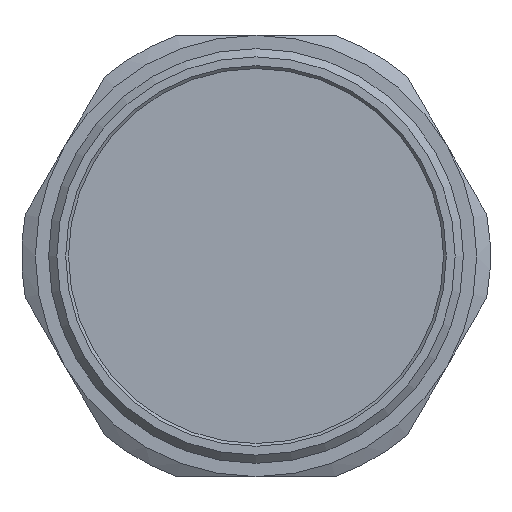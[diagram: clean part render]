
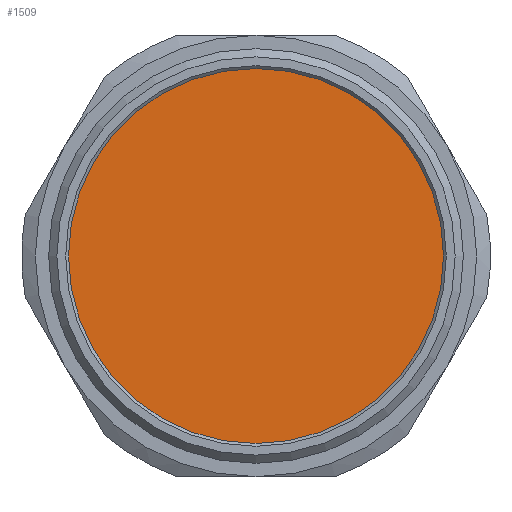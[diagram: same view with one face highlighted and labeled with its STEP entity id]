
A CAD part, front view. The second image highlights one B-rep face of the part: STEP entity #1509.
In plain terms, the highlighted planar face has unit normal (0, -1, 0).
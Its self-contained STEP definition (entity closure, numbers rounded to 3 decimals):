
#357=FACE_OUTER_BOUND('',#455,.T.);
#455=EDGE_LOOP('',(#1030));
#562=CIRCLE('',#1631,34.);
#667=VERTEX_POINT('',#2291);
#805=EDGE_CURVE('',#667,#667,#562,.T.);
#1030=ORIENTED_EDGE('',*,*,#805,.F.);
#1480=PLANE('',#1630);
#1509=ADVANCED_FACE('',(#357),#1480,.T.);
#1630=AXIS2_PLACEMENT_3D('',#2290,#1835,#1836);
#1631=AXIS2_PLACEMENT_3D('',#2292,#1837,#1838);
#1835=DIRECTION('center_axis',(0.,-1.,0.));
#1836=DIRECTION('ref_axis',(0.,0.,-1.));
#1837=DIRECTION('center_axis',(0.,1.,0.));
#1838=DIRECTION('ref_axis',(-1.,0.,0.));
#2290=CARTESIAN_POINT('Origin',(3.255,-13.691,0.));
#2291=CARTESIAN_POINT('',(37.255,-13.691,0.));
#2292=CARTESIAN_POINT('Origin',(3.255,-13.691,0.));
